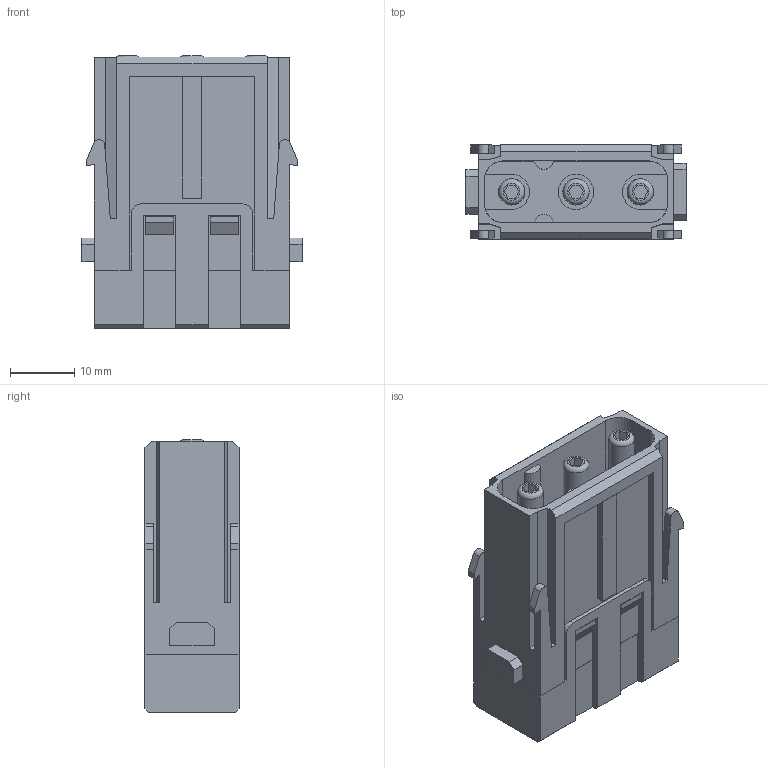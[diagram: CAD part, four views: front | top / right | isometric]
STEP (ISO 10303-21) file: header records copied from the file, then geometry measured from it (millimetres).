
FILE_DESCRIPTION(/* description */ (''),/* implementation_level */ '2;1');
FILE_NAME(/* name */ 'HMK-003.1-M.stp',/* time_stamp */ '2023-02-08T23:32:23+08:00',/* author */ (''),/* organization */ (''),/* preprocessor_version */ 'ST-DEVELOPER v16',/* originating_system */ 'SIEMENS PLM Software NX 10.0',/* authorisation */ '');
FILE_SCHEMA (('AUTOMOTIVE_DESIGN { 1 0 10303 214 3 1 1 1 }'));
Length unit declared in the file: millimetre
Products named in the file (1): Admi0A2C26ACro6w
Bounding box: 34.2 x 14.6 x 42.3 mm (x, y, z)
Volume: 10735.4 mm3; surface area: 16811.5 mm2
Topology: 1 solids, 8 shells, 610 faces, 1936 edges, 1268 vertices
Faces by surface type: plane 370, cylinder 180, cone 33, bspline 21, torus 6
Full cylindrical faces by diameter (mm): 2 x4, 2.1 x4, 4 x9, 4.1 x3, 5.5 x4, 6.3 x3, 9 x3, 9.4 x2, 9.423 x1
Entity records: 31992 total; most frequent: CARTESIAN_POINT 16352, ORIENTED_EDGE 3614, DIRECTION 2718, EDGE_CURVE 1807, VERTEX_POINT 1217, AXIS2_PLACEMENT_3D 926, LINE 866, VECTOR 866
